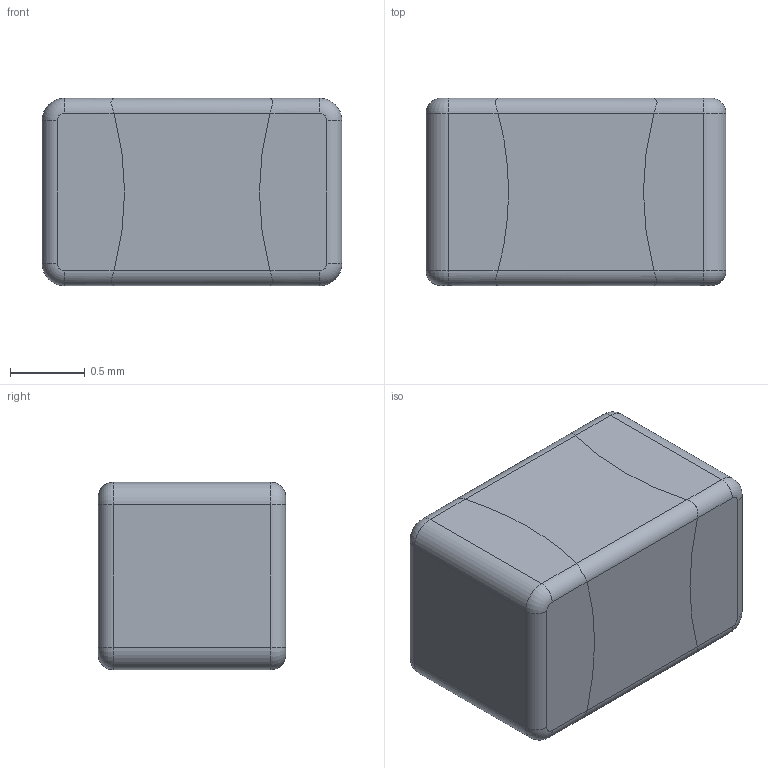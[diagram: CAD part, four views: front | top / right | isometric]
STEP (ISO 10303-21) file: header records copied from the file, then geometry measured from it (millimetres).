
FILE_DESCRIPTION (( 'STEP AP214' ), '1' );
FILE_NAME ('C0805.STEP', '2024-01-19T10:14:22', ( '' ), ( '' ), 'SwSTEP 2.0', 'SolidWorks 2021', '' );
FILE_SCHEMA (( 'AUTOMOTIVE_DESIGN' ));
Length unit declared in the file: millimetre
Products named in the file (1): C0805
Bounding box: 2 x 1.25 x 1.25 mm (x, y, z)
Volume: 3.1 mm3; surface area: 18.5 mm2
Topology: 3 solids, 3 shells, 70 faces, 168 edges, 96 vertices
Faces by surface type: cylinder 40, plane 14, bspline 8, torus 8
Entity records: 3026 total; most frequent: CARTESIAN_POINT 775, ORIENTED_EDGE 320, DIRECTION 274, EDGE_CURVE 160, AXIS2_PLACEMENT_3D 115, VERTEX_POINT 96, UNCERTAINTY_MEASURE_WITH_UNIT 75, COLOUR_RGB 74
